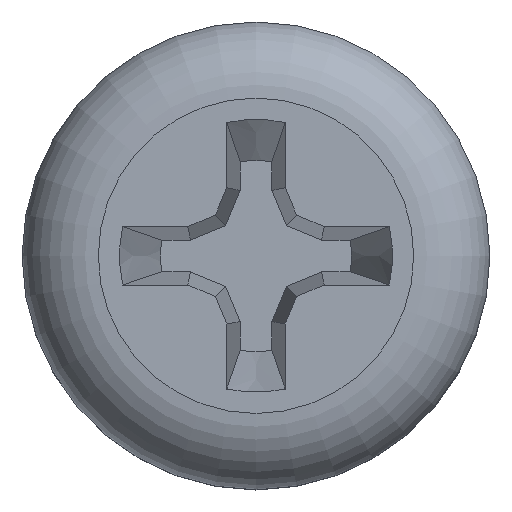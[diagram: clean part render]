
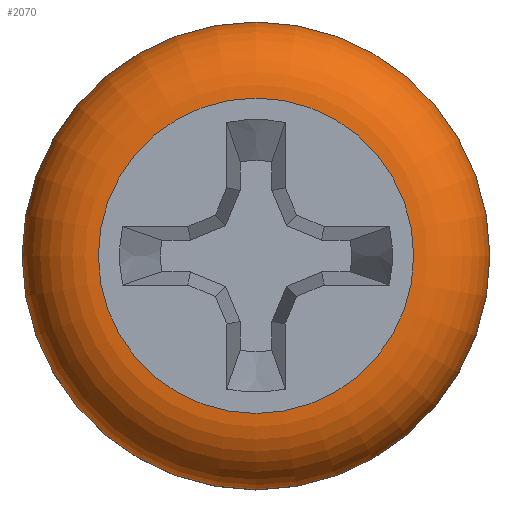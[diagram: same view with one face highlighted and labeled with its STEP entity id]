
A CAD part, top view. The second image highlights one B-rep face of the part: STEP entity #2070.
In plain terms, the highlighted toroidal (fillet/blend) face has major radius 4.045 mm and minor radius 1.955 mm.
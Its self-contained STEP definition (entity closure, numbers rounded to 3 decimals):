
#39=TOROIDAL_SURFACE('',#2208,4.045,1.955);
#214=FACE_OUTER_BOUND('',#324,.T.);
#324=EDGE_LOOP('',(#1594,#1595,#1596,#1597,#1598,#1599,#1600));
#362=CIRCLE('',#2209,6.);
#363=CIRCLE('',#2210,6.);
#364=CIRCLE('',#2211,1.955);
#365=CIRCLE('',#2212,4.045);
#366=CIRCLE('',#2213,4.045);
#367=CIRCLE('',#2214,6.);
#889=VERTEX_POINT('',#12665);
#890=VERTEX_POINT('',#12666);
#891=VERTEX_POINT('',#12668);
#892=VERTEX_POINT('',#12670);
#893=VERTEX_POINT('',#12672);
#1188=EDGE_CURVE('',#889,#890,#362,.T.);
#1189=EDGE_CURVE('',#891,#889,#363,.T.);
#1190=EDGE_CURVE('',#891,#892,#364,.T.);
#1191=EDGE_CURVE('',#892,#893,#365,.T.);
#1192=EDGE_CURVE('',#893,#892,#366,.T.);
#1193=EDGE_CURVE('',#890,#891,#367,.T.);
#1594=ORIENTED_EDGE('',*,*,#1188,.F.);
#1595=ORIENTED_EDGE('',*,*,#1189,.F.);
#1596=ORIENTED_EDGE('',*,*,#1190,.T.);
#1597=ORIENTED_EDGE('',*,*,#1191,.T.);
#1598=ORIENTED_EDGE('',*,*,#1192,.T.);
#1599=ORIENTED_EDGE('',*,*,#1190,.F.);
#1600=ORIENTED_EDGE('',*,*,#1193,.F.);
#2070=ADVANCED_FACE('',(#214),#39,.T.);
#2208=AXIS2_PLACEMENT_3D('',#12664,#2511,#2512);
#2209=AXIS2_PLACEMENT_3D('',#12667,#2513,#2514);
#2210=AXIS2_PLACEMENT_3D('',#12669,#2515,#2516);
#2211=AXIS2_PLACEMENT_3D('',#12671,#2517,#2518);
#2212=AXIS2_PLACEMENT_3D('',#12673,#2519,#2520);
#2213=AXIS2_PLACEMENT_3D('',#12674,#2521,#2522);
#2214=AXIS2_PLACEMENT_3D('',#12675,#2523,#2524);
#2511=DIRECTION('center_axis',(0.,0.,-1.));
#2512=DIRECTION('ref_axis',(0.,1.,0.));
#2513=DIRECTION('center_axis',(0.,0.,-1.));
#2514=DIRECTION('ref_axis',(0.,1.,0.));
#2515=DIRECTION('center_axis',(0.,0.,-1.));
#2516=DIRECTION('ref_axis',(0.,1.,0.));
#2517=DIRECTION('center_axis',(-1.,0.,0.));
#2518=DIRECTION('ref_axis',(0.,-1.,0.));
#2519=DIRECTION('center_axis',(0.,0.,-1.));
#2520=DIRECTION('ref_axis',(0.,1.,0.));
#2521=DIRECTION('center_axis',(0.,0.,-1.));
#2522=DIRECTION('ref_axis',(0.,1.,0.));
#2523=DIRECTION('center_axis',(0.,0.,-1.));
#2524=DIRECTION('ref_axis',(0.,1.,0.));
#12664=CARTESIAN_POINT('Origin',(0.,0.,2.645));
#12665=CARTESIAN_POINT('',(-6.,0.,2.645));
#12666=CARTESIAN_POINT('',(6.,0.,2.645));
#12667=CARTESIAN_POINT('Origin',(0.,0.,2.645));
#12668=CARTESIAN_POINT('',(0.,-6.,2.645));
#12669=CARTESIAN_POINT('Origin',(0.,0.,2.645));
#12670=CARTESIAN_POINT('',(0.,-4.045,4.6));
#12671=CARTESIAN_POINT('Origin',(0.,-4.045,2.645));
#12672=CARTESIAN_POINT('',(0.,4.045,4.6));
#12673=CARTESIAN_POINT('Origin',(0.,0.,4.6));
#12674=CARTESIAN_POINT('Origin',(0.,0.,4.6));
#12675=CARTESIAN_POINT('Origin',(0.,0.,2.645));
